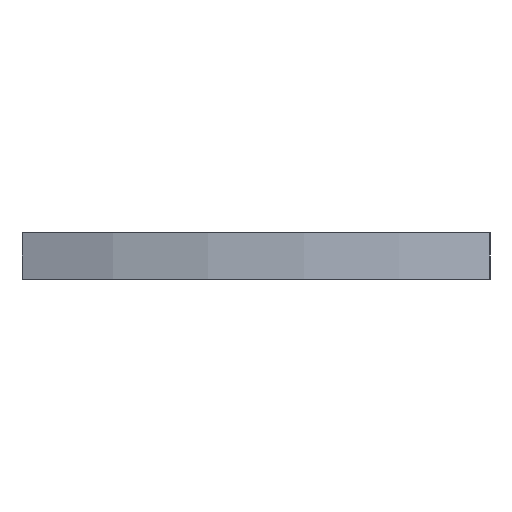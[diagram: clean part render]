
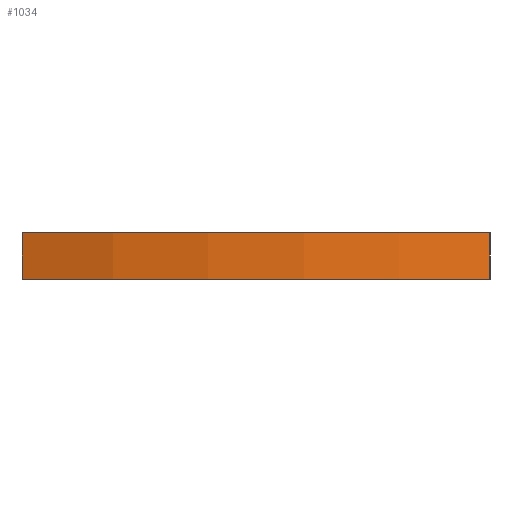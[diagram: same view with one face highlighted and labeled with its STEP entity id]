
A CAD part, left-side view. The second image highlights one B-rep face of the part: STEP entity #1034.
In plain terms, the highlighted cylindrical face has radius 40 mm (diameter 80 mm), a partial arc.
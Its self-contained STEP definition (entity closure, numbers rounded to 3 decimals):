
#87 = LINE ( 'NONE', #3068, #999 ) ;
#121 = CARTESIAN_POINT ( 'NONE',  ( 0., 0., -3. ) ) ;
#268 = AXIS2_PLACEMENT_3D ( 'NONE', #121, #1068, #1565 ) ;
#341 = EDGE_LOOP ( 'NONE', ( #1450, #2566, #2509, #1299 ) ) ;
#476 = EDGE_CURVE ( 'NONE', #1065, #1755, #2095, .T. ) ;
#562 = VERTEX_POINT ( 'NONE', #906 ) ;
#574 = AXIS2_PLACEMENT_3D ( 'NONE', #2278, #2508, #2525 ) ;
#603 = CARTESIAN_POINT ( 'NONE',  ( -37.081, 15., -3. ) ) ;
#646 = EDGE_CURVE ( 'NONE', #562, #1755, #1986, .T. ) ;
#741 = AXIS2_PLACEMENT_3D ( 'NONE', #2035, #3064, #1029 ) ;
#790 = CARTESIAN_POINT ( 'NONE',  ( -37.081, 15., -3. ) ) ;
#906 = CARTESIAN_POINT ( 'NONE',  ( -37.081, -15., 0. ) ) ;
#987 = VECTOR ( 'NONE', #2111, 1000. ) ;
#999 = VECTOR ( 'NONE', #2818, 1000. ) ;
#1029 = DIRECTION ( 'NONE',  ( 1., 0., 0. ) ) ;
#1034 = ADVANCED_FACE ( 'NONE', ( #2270 ), #1575, .T. ) ;
#1044 = CARTESIAN_POINT ( 'NONE',  ( -37.081, -15., -3. ) ) ;
#1065 = VERTEX_POINT ( 'NONE', #790 ) ;
#1068 = DIRECTION ( 'NONE',  ( 0., 0., 1. ) ) ;
#1299 = ORIENTED_EDGE ( 'NONE', *, *, #476, .F. ) ;
#1356 = CIRCLE ( 'NONE', #268, 40. ) ;
#1450 = ORIENTED_EDGE ( 'NONE', *, *, #1909, .T. ) ;
#1565 = DIRECTION ( 'NONE',  ( 1., 0., 0. ) ) ;
#1575 = CYLINDRICAL_SURFACE ( 'NONE', #741, 40. ) ;
#1755 = VERTEX_POINT ( 'NONE', #2030 ) ;
#1909 = EDGE_CURVE ( 'NONE', #1065, #2540, #1356, .T. ) ;
#1986 = CIRCLE ( 'NONE', #574, 40. ) ;
#2030 = CARTESIAN_POINT ( 'NONE',  ( -37.081, 15., 0. ) ) ;
#2035 = CARTESIAN_POINT ( 'NONE',  ( 0., 0., -3. ) ) ;
#2095 = LINE ( 'NONE', #603, #987 ) ;
#2111 = DIRECTION ( 'NONE',  ( 0., 0., 1. ) ) ;
#2270 = FACE_OUTER_BOUND ( 'NONE', #341, .T. ) ;
#2272 = EDGE_CURVE ( 'NONE', #562, #2540, #87, .T. ) ;
#2278 = CARTESIAN_POINT ( 'NONE',  ( 0., 0., 0. ) ) ;
#2508 = DIRECTION ( 'NONE',  ( 0., 0., -1. ) ) ;
#2509 = ORIENTED_EDGE ( 'NONE', *, *, #646, .T. ) ;
#2525 = DIRECTION ( 'NONE',  ( -1., 0., 0. ) ) ;
#2540 = VERTEX_POINT ( 'NONE', #1044 ) ;
#2566 = ORIENTED_EDGE ( 'NONE', *, *, #2272, .F. ) ;
#2818 = DIRECTION ( 'NONE',  ( 0., 0., -1. ) ) ;
#3064 = DIRECTION ( 'NONE',  ( 0., 0., 1. ) ) ;
#3068 = CARTESIAN_POINT ( 'NONE',  ( -37.081, -15., -3. ) ) ;
